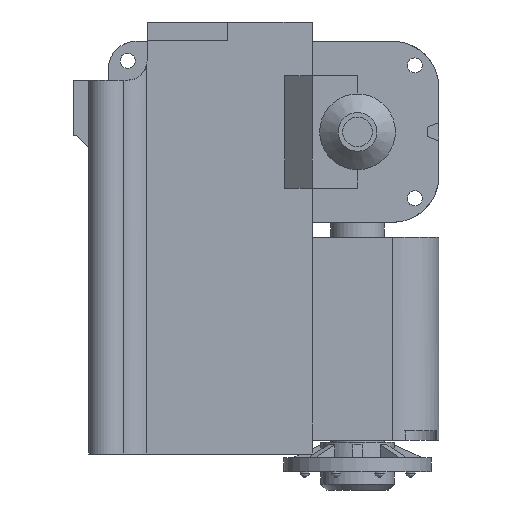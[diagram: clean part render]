
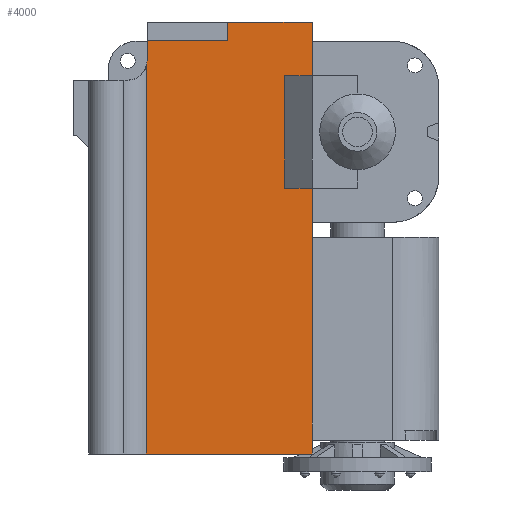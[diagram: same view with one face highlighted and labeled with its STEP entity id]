
A CAD part, left-side view. The second image highlights one B-rep face of the part: STEP entity #4000.
In plain terms, the highlighted planar face has unit normal (-1, 0, 0).
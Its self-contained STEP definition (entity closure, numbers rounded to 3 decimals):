
#278=CIRCLE('',#4377,2.1);
#470=FACE_OUTER_BOUND('',#711,.T.);
#711=EDGE_LOOP('',(#3301,#3302,#3303,#3304,#3305,#3306,#3307,#3308,#3309,
#3310,#3311,#3312,#3313,#3314));
#1036=LINE('',#6704,#1436);
#1041=LINE('',#6742,#1441);
#1044=LINE('',#6748,#1444);
#1045=LINE('',#6750,#1445);
#1046=LINE('',#6752,#1446);
#1047=LINE('',#6754,#1447);
#1048=LINE('',#6756,#1448);
#1049=LINE('',#6758,#1449);
#1050=LINE('',#6760,#1450);
#1051=LINE('',#6762,#1451);
#1052=LINE('',#6764,#1452);
#1053=LINE('',#6766,#1453);
#1054=LINE('',#6767,#1454);
#1436=VECTOR('',#5306,10.);
#1441=VECTOR('',#5321,10.);
#1444=VECTOR('',#5326,10.);
#1445=VECTOR('',#5327,10.);
#1446=VECTOR('',#5328,10.);
#1447=VECTOR('',#5329,10.);
#1448=VECTOR('',#5330,10.);
#1449=VECTOR('',#5331,10.);
#1450=VECTOR('',#5332,10.);
#1451=VECTOR('',#5333,10.);
#1452=VECTOR('',#5334,10.);
#1453=VECTOR('',#5335,10.);
#1454=VECTOR('',#5336,10.);
#1844=VERTEX_POINT('',#6701);
#1845=VERTEX_POINT('',#6703);
#1847=VERTEX_POINT('',#6719);
#1849=VERTEX_POINT('',#6741);
#1851=VERTEX_POINT('',#6747);
#1852=VERTEX_POINT('',#6749);
#1853=VERTEX_POINT('',#6751);
#1854=VERTEX_POINT('',#6753);
#1855=VERTEX_POINT('',#6755);
#1856=VERTEX_POINT('',#6757);
#1857=VERTEX_POINT('',#6759);
#1858=VERTEX_POINT('',#6761);
#1859=VERTEX_POINT('',#6763);
#1860=VERTEX_POINT('',#6765);
#2350=EDGE_CURVE('',#1845,#1844,#1036,.T.);
#2355=EDGE_CURVE('',#1844,#1847,#278,.T.);
#2359=EDGE_CURVE('',#1849,#1845,#1041,.F.);
#2362=EDGE_CURVE('',#1851,#1847,#1044,.T.);
#2363=EDGE_CURVE('',#1851,#1852,#1045,.T.);
#2364=EDGE_CURVE('',#1852,#1853,#1046,.T.);
#2365=EDGE_CURVE('',#1853,#1854,#1047,.T.);
#2366=EDGE_CURVE('',#1854,#1855,#1048,.T.);
#2367=EDGE_CURVE('',#1855,#1856,#1049,.T.);
#2368=EDGE_CURVE('',#1857,#1856,#1050,.T.);
#2369=EDGE_CURVE('',#1857,#1858,#1051,.T.);
#2370=EDGE_CURVE('',#1858,#1859,#1052,.T.);
#2371=EDGE_CURVE('',#1859,#1860,#1053,.T.);
#2372=EDGE_CURVE('',#1849,#1860,#1054,.T.);
#3301=ORIENTED_EDGE('',*,*,#2350,.T.);
#3302=ORIENTED_EDGE('',*,*,#2355,.T.);
#3303=ORIENTED_EDGE('',*,*,#2362,.F.);
#3304=ORIENTED_EDGE('',*,*,#2363,.T.);
#3305=ORIENTED_EDGE('',*,*,#2364,.T.);
#3306=ORIENTED_EDGE('',*,*,#2365,.T.);
#3307=ORIENTED_EDGE('',*,*,#2366,.T.);
#3308=ORIENTED_EDGE('',*,*,#2367,.T.);
#3309=ORIENTED_EDGE('',*,*,#2368,.F.);
#3310=ORIENTED_EDGE('',*,*,#2369,.T.);
#3311=ORIENTED_EDGE('',*,*,#2370,.T.);
#3312=ORIENTED_EDGE('',*,*,#2371,.T.);
#3313=ORIENTED_EDGE('',*,*,#2372,.F.);
#3314=ORIENTED_EDGE('',*,*,#2359,.T.);
#3805=PLANE('',#4380);
#4000=ADVANCED_FACE('',(#470),#3805,.T.);
#4377=AXIS2_PLACEMENT_3D('',#6734,#5312,#5313);
#4380=AXIS2_PLACEMENT_3D('',#6746,#5324,#5325);
#5306=DIRECTION('',(0.,0.,-1.));
#5312=DIRECTION('center_axis',(1.,0.,0.));
#5313=DIRECTION('ref_axis',(0.,-0.195,0.981));
#5321=DIRECTION('',(0.,-1.,0.));
#5324=DIRECTION('center_axis',(-1.,0.,0.));
#5325=DIRECTION('ref_axis',(0.,1.,0.));
#5326=DIRECTION('',(0.,0.,1.));
#5327=DIRECTION('',(0.,-1.,0.));
#5328=DIRECTION('',(0.,0.,1.));
#5329=DIRECTION('',(0.,0.,1.));
#5330=DIRECTION('',(0.,0.,1.));
#5331=DIRECTION('',(0.,1.,0.));
#5332=DIRECTION('',(0.,0.,-1.));
#5333=DIRECTION('',(0.,-1.,0.));
#5334=DIRECTION('',(0.,0.,1.));
#5335=DIRECTION('',(0.,1.,0.));
#5336=DIRECTION('',(0.,0.,1.));
#6701=CARTESIAN_POINT('',(-11.9,31.6,42.6));
#6703=CARTESIAN_POINT('',(-11.9,31.6,44.8));
#6704=CARTESIAN_POINT('',(-11.9,31.6,22.));
#6719=CARTESIAN_POINT('',(-11.9,31.676,42.041));
#6734=CARTESIAN_POINT('Origin',(-11.9,33.7,42.6));
#6741=CARTESIAN_POINT('',(-11.9,22.9,44.8));
#6742=CARTESIAN_POINT('',(-11.9,28.738,44.8));
#6746=CARTESIAN_POINT('Origin',(-11.9,13.7,1.4));
#6747=CARTESIAN_POINT('',(-11.9,31.676,0.));
#6748=CARTESIAN_POINT('',(-11.9,31.676,1.4));
#6749=CARTESIAN_POINT('',(-11.9,13.7,0.));
#6750=CARTESIAN_POINT('',(-11.9,19.75,0.));
#6751=CARTESIAN_POINT('',(-11.9,13.7,1.4));
#6752=CARTESIAN_POINT('',(-11.9,13.7,1.4));
#6753=CARTESIAN_POINT('',(-11.9,13.7,23.6));
#6754=CARTESIAN_POINT('',(-11.9,13.7,1.4));
#6755=CARTESIAN_POINT('',(-11.9,13.7,28.8));
#6756=CARTESIAN_POINT('',(-11.9,13.7,1.4));
#6757=CARTESIAN_POINT('',(-11.9,16.7,28.8));
#6758=CARTESIAN_POINT('',(-11.9,13.7,28.8));
#6759=CARTESIAN_POINT('',(-11.9,16.7,41.));
#6760=CARTESIAN_POINT('',(-11.9,16.7,21.2));
#6761=CARTESIAN_POINT('',(-11.9,13.7,41.));
#6762=CARTESIAN_POINT('',(-11.9,11.25,41.));
#6763=CARTESIAN_POINT('',(-11.9,13.7,46.8));
#6764=CARTESIAN_POINT('',(-11.9,13.7,1.4));
#6765=CARTESIAN_POINT('',(-11.9,22.9,46.8));
#6766=CARTESIAN_POINT('',(-11.9,20.6,46.8));
#6767=CARTESIAN_POINT('',(-11.9,22.9,44.8));
